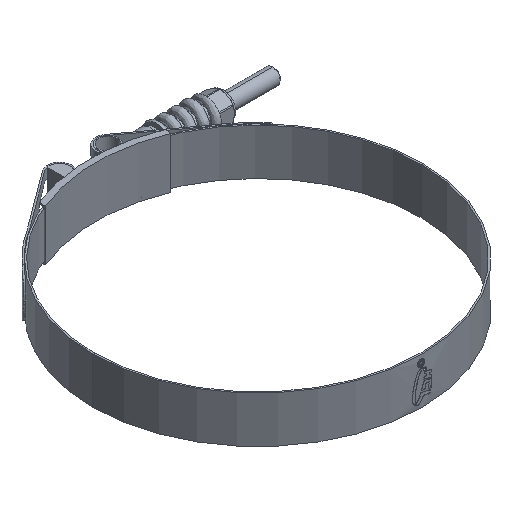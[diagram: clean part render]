
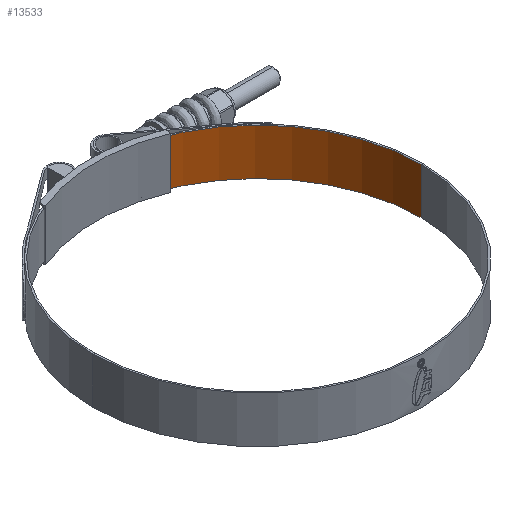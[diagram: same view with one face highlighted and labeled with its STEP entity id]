
A CAD part, isometric view. The second image highlights one B-rep face of the part: STEP entity #13533.
In plain terms, the highlighted cylindrical face has radius 67.45 mm (diameter 134.9 mm), a partial arc.
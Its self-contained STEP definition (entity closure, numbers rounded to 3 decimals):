
#126 = CARTESIAN_POINT ( 'NONE',  ( 67.45, 0., -9.55 ) ) ;
#128 = CARTESIAN_POINT ( 'NONE',  ( 0., 0., 9.55 ) ) ;
#1196 = CARTESIAN_POINT ( 'NONE',  ( 0., 0., 9.55 ) ) ;
#1199 = EDGE_CURVE ( 'NONE', #2583, #5695, #13024, .T. ) ;
#1380 = AXIS2_PLACEMENT_3D ( 'NONE', #6096, #5927, #11200 ) ;
#1409 = ORIENTED_EDGE ( 'NONE', *, *, #1199, .T. ) ;
#1600 = CARTESIAN_POINT ( 'NONE',  ( 9.31, 66.804, 9.55 ) ) ;
#2125 = LINE ( 'NONE', #15020, #14340 ) ;
#2261 = EDGE_LOOP ( 'NONE', ( #7274, #8343, #1409, #3234 ) ) ;
#2562 = DIRECTION ( 'NONE',  ( 0., 0., -1. ) ) ;
#2583 = VERTEX_POINT ( 'NONE', #10799 ) ;
#2890 = CARTESIAN_POINT ( 'NONE',  ( 9.31, 66.804, -9.55 ) ) ;
#3234 = ORIENTED_EDGE ( 'NONE', *, *, #9150, .T. ) ;
#5094 = DIRECTION ( 'NONE',  ( 0., 0., -1. ) ) ;
#5695 = VERTEX_POINT ( 'NONE', #2890 ) ;
#5927 = DIRECTION ( 'NONE',  ( 0., 0., -1. ) ) ;
#6096 = CARTESIAN_POINT ( 'NONE',  ( 0., 0., -9.55 ) ) ;
#6236 = AXIS2_PLACEMENT_3D ( 'NONE', #128, #5094, #10281 ) ;
#6521 = VERTEX_POINT ( 'NONE', #126 ) ;
#7274 = ORIENTED_EDGE ( 'NONE', *, *, #15308, .F. ) ;
#7359 = EDGE_CURVE ( 'NONE', #2583, #13706, #11298, .T. ) ;
#8343 = ORIENTED_EDGE ( 'NONE', *, *, #7359, .F. ) ;
#8634 = CIRCLE ( 'NONE', #1380, 67.45 ) ;
#9114 = CYLINDRICAL_SURFACE ( 'NONE', #6236, 67.45 ) ;
#9150 = EDGE_CURVE ( 'NONE', #5695, #6521, #8634, .T. ) ;
#10281 = DIRECTION ( 'NONE',  ( -1., 0., 0. ) ) ;
#10799 = CARTESIAN_POINT ( 'NONE',  ( 9.31, 66.804, 9.55 ) ) ;
#11200 = DIRECTION ( 'NONE',  ( -1., 0., 0. ) ) ;
#11202 = VECTOR ( 'NONE', #12940, 1000. ) ;
#11298 = CIRCLE ( 'NONE', #16363, 67.45 ) ;
#12271 = DIRECTION ( 'NONE',  ( 0., 0., -1. ) ) ;
#12940 = DIRECTION ( 'NONE',  ( 0., 0., -1. ) ) ;
#13024 = LINE ( 'NONE', #1600, #11202 ) ;
#13533 = ADVANCED_FACE ( 'NONE', ( #13952 ), #9114, .F. ) ;
#13706 = VERTEX_POINT ( 'NONE', #14101 ) ;
#13952 = FACE_OUTER_BOUND ( 'NONE', #2261, .T. ) ;
#14101 = CARTESIAN_POINT ( 'NONE',  ( 67.45, 0., 9.55 ) ) ;
#14209 = DIRECTION ( 'NONE',  ( -1., 0., 0. ) ) ;
#14340 = VECTOR ( 'NONE', #12271, 1000. ) ;
#15020 = CARTESIAN_POINT ( 'NONE',  ( 67.45, 0., 9.55 ) ) ;
#15308 = EDGE_CURVE ( 'NONE', #13706, #6521, #2125, .T. ) ;
#16363 = AXIS2_PLACEMENT_3D ( 'NONE', #1196, #2562, #14209 ) ;
